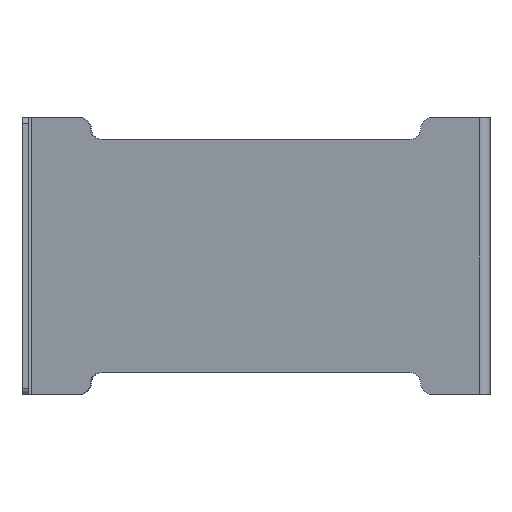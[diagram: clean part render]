
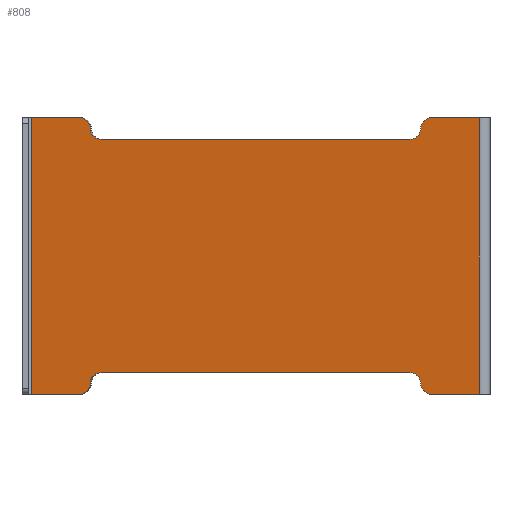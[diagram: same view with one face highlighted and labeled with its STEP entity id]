
A CAD part, left-side view. The second image highlights one B-rep face of the part: STEP entity #808.
In plain terms, the highlighted planar face has unit normal (-0.985, 0.17, 0).
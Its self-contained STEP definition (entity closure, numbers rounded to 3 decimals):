
#8 = CARTESIAN_POINT ( 'NONE',  ( -4.501, 23.682, -40.825 ) ) ;
#27 = CARTESIAN_POINT ( 'NONE',  ( 13.191, 126.107, 40.825 ) ) ;
#88 = VECTOR ( 'NONE', #887, 1000. ) ;
#95 = EDGE_CURVE ( 'NONE', #1113, #519, #1358, .T. ) ;
#170 = CARTESIAN_POINT ( 'NONE',  ( 12.595, 122.658, -37.325 ) ) ;
#190 = CARTESIAN_POINT ( 'NONE',  ( -5.693, 16.784, -44.325 ) ) ;
#234 = ORIENTED_EDGE ( 'NONE', *, *, #342, .T. ) ;
#237 = DIRECTION ( 'NONE',  ( 0.985, -0.17, 0. ) ) ;
#264 = CIRCLE ( 'NONE', #717, 3.5 ) ;
#303 = ORIENTED_EDGE ( 'NONE', *, *, #1495, .F. ) ;
#342 = EDGE_CURVE ( 'NONE', #1517, #1468, #1972, .T. ) ;
#348 = CARTESIAN_POINT ( 'NONE',  ( 16.425, 144.83, -44.325 ) ) ;
#355 = EDGE_CURVE ( 'NONE', #2239, #2133, #1769, .T. ) ;
#365 = DIRECTION ( 'NONE',  ( -0.17, -0.985, 0. ) ) ;
#379 = CARTESIAN_POINT ( 'NONE',  ( -4.501, 23.682, -37.325 ) ) ;
#386 = VERTEX_POINT ( 'NONE', #1590 ) ;
#427 = VERTEX_POINT ( 'NONE', #1985 ) ;
#432 = DIRECTION ( 'NONE',  ( -0.985, 0.17, 0. ) ) ;
#443 = DIRECTION ( 'NONE',  ( 0.17, 0.985, 0. ) ) ;
#471 = VERTEX_POINT ( 'NONE', #1639 ) ;
#475 = VERTEX_POINT ( 'NONE', #1112 ) ;
#489 = CARTESIAN_POINT ( 'NONE',  ( 12.595, 122.658, 37.325 ) ) ;
#496 = VECTOR ( 'NONE', #365, 1000. ) ;
#509 = CARTESIAN_POINT ( 'NONE',  ( -8.331, 1.511, -44.325 ) ) ;
#512 = CARTESIAN_POINT ( 'NONE',  ( -5.693, 16.784, 40.825 ) ) ;
#519 = VERTEX_POINT ( 'NONE', #1804 ) ;
#524 = VERTEX_POINT ( 'NONE', #27 ) ;
#525 = DIRECTION ( 'NONE',  ( 0.985, -0.17, 0. ) ) ;
#526 = LINE ( 'NONE', #348, #676 ) ;
#538 = LINE ( 'NONE', #1444, #88 ) ;
#542 = EDGE_CURVE ( 'NONE', #1143, #1468, #538, .T. ) ;
#599 = LINE ( 'NONE', #1128, #1614 ) ;
#613 = ORIENTED_EDGE ( 'NONE', *, *, #1617, .F. ) ;
#676 = VECTOR ( 'NONE', #1078, 1000. ) ;
#679 = ORIENTED_EDGE ( 'NONE', *, *, #1270, .F. ) ;
#686 = VERTEX_POINT ( 'NONE', #1150 ) ;
#717 = AXIS2_PLACEMENT_3D ( 'NONE', #1644, #877, #1077 ) ;
#732 = DIRECTION ( 'NONE',  ( -0.985, 0.17, 0. ) ) ;
#744 = LINE ( 'NONE', #1269, #1979 ) ;
#779 = CARTESIAN_POINT ( 'NONE',  ( 12.595, 122.658, -40.825 ) ) ;
#791 = CIRCLE ( 'NONE', #1092, 3.5 ) ;
#795 = CIRCLE ( 'NONE', #2101, 3.5 ) ;
#806 = DIRECTION ( 'NONE',  ( -0.985, 0.17, 0. ) ) ;
#808 = ADVANCED_FACE ( 'NONE', ( #2116 ), #1518, .F. ) ;
#849 = EDGE_LOOP ( 'NONE', ( #1785, #1490, #303, #1870, #2159, #234, #1004, #2131, #2344, #2184, #679, #613, #1980, #1258, #1570, #1202 ) ) ;
#877 = DIRECTION ( 'NONE',  ( 0.985, -0.17, 0. ) ) ;
#887 = DIRECTION ( 'NONE',  ( -0.17, -0.985, 0. ) ) ;
#910 = CARTESIAN_POINT ( 'NONE',  ( 13.191, 126.107, -40.825 ) ) ;
#937 = AXIS2_PLACEMENT_3D ( 'NONE', #779, #806, #1896 ) ;
#982 = CIRCLE ( 'NONE', #2100, 3.5 ) ;
#1004 = ORIENTED_EDGE ( 'NONE', *, *, #542, .F. ) ;
#1077 = DIRECTION ( 'NONE',  ( 0., 0., 1. ) ) ;
#1078 = DIRECTION ( 'NONE',  ( -0.17, -0.985, 0. ) ) ;
#1092 = AXIS2_PLACEMENT_3D ( 'NONE', #2094, #432, #443 ) ;
#1112 = CARTESIAN_POINT ( 'NONE',  ( 16.425, 144.83, 44.325 ) ) ;
#1113 = VERTEX_POINT ( 'NONE', #910 ) ;
#1128 = CARTESIAN_POINT ( 'NONE',  ( 16.425, 144.83, 44.325 ) ) ;
#1143 = VERTEX_POINT ( 'NONE', #1647 ) ;
#1149 = EDGE_CURVE ( 'NONE', #1157, #519, #526, .T. ) ;
#1150 = CARTESIAN_POINT ( 'NONE',  ( -5.097, 20.233, -40.825 ) ) ;
#1157 = VERTEX_POINT ( 'NONE', #1443 ) ;
#1169 = VERTEX_POINT ( 'NONE', #379 ) ;
#1170 = CIRCLE ( 'NONE', #1476, 3.5 ) ;
#1181 = EDGE_CURVE ( 'NONE', #386, #1169, #1261, .T. ) ;
#1202 = ORIENTED_EDGE ( 'NONE', *, *, #95, .F. ) ;
#1248 = CARTESIAN_POINT ( 'NONE',  ( -5.693, 16.784, -40.825 ) ) ;
#1258 = ORIENTED_EDGE ( 'NONE', *, *, #1586, .T. ) ;
#1261 = LINE ( 'NONE', #170, #2054 ) ;
#1269 = CARTESIAN_POINT ( 'NONE',  ( 16.425, 144.83, 44.325 ) ) ;
#1270 = EDGE_CURVE ( 'NONE', #524, #2133, #791, .T. ) ;
#1358 = CIRCLE ( 'NONE', #2279, 3.5 ) ;
#1379 = EDGE_CURVE ( 'NONE', #471, #1143, #1170, .T. ) ;
#1383 = CARTESIAN_POINT ( 'NONE',  ( -4.501, 23.682, 40.825 ) ) ;
#1421 = DIRECTION ( 'NONE',  ( 0.17, 0.985, 0. ) ) ;
#1431 = EDGE_CURVE ( 'NONE', #2239, #471, #982, .T. ) ;
#1443 = CARTESIAN_POINT ( 'NONE',  ( 16.425, 144.83, -44.325 ) ) ;
#1444 = CARTESIAN_POINT ( 'NONE',  ( -5.693, 16.784, 44.325 ) ) ;
#1465 = VECTOR ( 'NONE', #2309, 1000. ) ;
#1468 = VERTEX_POINT ( 'NONE', #1933 ) ;
#1476 = AXIS2_PLACEMENT_3D ( 'NONE', #512, #1550, #1421 ) ;
#1490 = ORIENTED_EDGE ( 'NONE', *, *, #1181, .T. ) ;
#1495 = EDGE_CURVE ( 'NONE', #686, #1169, #1520, .T. ) ;
#1517 = VERTEX_POINT ( 'NONE', #2201 ) ;
#1518 = PLANE ( 'NONE',  #1549 ) ;
#1520 = CIRCLE ( 'NONE', #2056, 3.5 ) ;
#1549 = AXIS2_PLACEMENT_3D ( 'NONE', #2232, #237, #1709 ) ;
#1550 = DIRECTION ( 'NONE',  ( 0.985, -0.17, 0. ) ) ;
#1552 = EDGE_CURVE ( 'NONE', #427, #686, #795, .T. ) ;
#1558 = CIRCLE ( 'NONE', #937, 3.5 ) ;
#1570 = ORIENTED_EDGE ( 'NONE', *, *, #1149, .T. ) ;
#1586 = EDGE_CURVE ( 'NONE', #475, #1157, #744, .T. ) ;
#1590 = CARTESIAN_POINT ( 'NONE',  ( 12.595, 122.658, -37.325 ) ) ;
#1596 = EDGE_CURVE ( 'NONE', #427, #1517, #1833, .T. ) ;
#1614 = VECTOR ( 'NONE', #1714, 1000. ) ;
#1615 = CARTESIAN_POINT ( 'NONE',  ( -4.501, 23.682, 37.325 ) ) ;
#1617 = EDGE_CURVE ( 'NONE', #1974, #524, #264, .T. ) ;
#1637 = DIRECTION ( 'NONE',  ( -0.17, -0.985, 0. ) ) ;
#1639 = CARTESIAN_POINT ( 'NONE',  ( -5.097, 20.233, 40.825 ) ) ;
#1644 = CARTESIAN_POINT ( 'NONE',  ( 13.786, 129.556, 40.825 ) ) ;
#1647 = CARTESIAN_POINT ( 'NONE',  ( -5.693, 16.784, 44.325 ) ) ;
#1649 = DIRECTION ( 'NONE',  ( -0.17, -0.985, 0. ) ) ;
#1689 = EDGE_CURVE ( 'NONE', #386, #1113, #1558, .T. ) ;
#1709 = DIRECTION ( 'NONE',  ( 0., 0., -1. ) ) ;
#1714 = DIRECTION ( 'NONE',  ( -0.17, -0.985, 0. ) ) ;
#1769 = LINE ( 'NONE', #1615, #2355 ) ;
#1780 = DIRECTION ( 'NONE',  ( 0.17, 0.985, 0. ) ) ;
#1785 = ORIENTED_EDGE ( 'NONE', *, *, #1689, .F. ) ;
#1804 = CARTESIAN_POINT ( 'NONE',  ( 13.786, 129.556, -44.325 ) ) ;
#1833 = LINE ( 'NONE', #190, #496 ) ;
#1854 = CARTESIAN_POINT ( 'NONE',  ( -4.501, 23.682, 37.325 ) ) ;
#1870 = ORIENTED_EDGE ( 'NONE', *, *, #1552, .F. ) ;
#1896 = DIRECTION ( 'NONE',  ( 0., 0., 1. ) ) ;
#1932 = CARTESIAN_POINT ( 'NONE',  ( 13.786, 129.556, 44.325 ) ) ;
#1933 = CARTESIAN_POINT ( 'NONE',  ( -8.331, 1.511, 44.325 ) ) ;
#1972 = LINE ( 'NONE', #509, #1465 ) ;
#1974 = VERTEX_POINT ( 'NONE', #1932 ) ;
#1979 = VECTOR ( 'NONE', #2369, 1000. ) ;
#1980 = ORIENTED_EDGE ( 'NONE', *, *, #2347, .F. ) ;
#1985 = CARTESIAN_POINT ( 'NONE',  ( -5.693, 16.784, -44.325 ) ) ;
#1996 = DIRECTION ( 'NONE',  ( 0.985, -0.17, 0. ) ) ;
#2022 = CARTESIAN_POINT ( 'NONE',  ( 13.786, 129.556, -40.825 ) ) ;
#2054 = VECTOR ( 'NONE', #1637, 1000. ) ;
#2056 = AXIS2_PLACEMENT_3D ( 'NONE', #8, #732, #2182 ) ;
#2094 = CARTESIAN_POINT ( 'NONE',  ( 12.595, 122.658, 40.825 ) ) ;
#2100 = AXIS2_PLACEMENT_3D ( 'NONE', #1383, #2128, #2114 ) ;
#2101 = AXIS2_PLACEMENT_3D ( 'NONE', #1248, #525, #2170 ) ;
#2114 = DIRECTION ( 'NONE',  ( 0., 0., -1. ) ) ;
#2116 = FACE_OUTER_BOUND ( 'NONE', #849, .T. ) ;
#2128 = DIRECTION ( 'NONE',  ( -0.985, 0.17, 0. ) ) ;
#2131 = ORIENTED_EDGE ( 'NONE', *, *, #1379, .F. ) ;
#2133 = VERTEX_POINT ( 'NONE', #489 ) ;
#2159 = ORIENTED_EDGE ( 'NONE', *, *, #1596, .T. ) ;
#2170 = DIRECTION ( 'NONE',  ( 0., 0., -1. ) ) ;
#2182 = DIRECTION ( 'NONE',  ( -0.17, -0.985, 0. ) ) ;
#2184 = ORIENTED_EDGE ( 'NONE', *, *, #355, .T. ) ;
#2201 = CARTESIAN_POINT ( 'NONE',  ( -8.331, 1.511, -44.325 ) ) ;
#2232 = CARTESIAN_POINT ( 'NONE',  ( -8.533, 0.34, -44.325 ) ) ;
#2239 = VERTEX_POINT ( 'NONE', #1854 ) ;
#2279 = AXIS2_PLACEMENT_3D ( 'NONE', #2022, #1996, #1649 ) ;
#2309 = DIRECTION ( 'NONE',  ( 0., 0., 1. ) ) ;
#2344 = ORIENTED_EDGE ( 'NONE', *, *, #1431, .F. ) ;
#2347 = EDGE_CURVE ( 'NONE', #475, #1974, #599, .T. ) ;
#2355 = VECTOR ( 'NONE', #1780, 1000. ) ;
#2369 = DIRECTION ( 'NONE',  ( 0., 0., -1. ) ) ;
